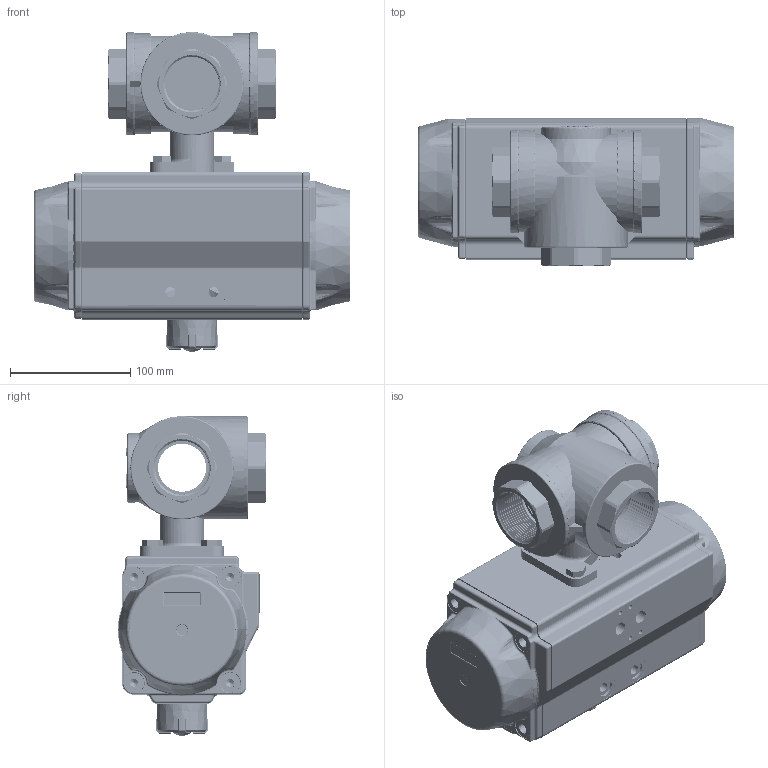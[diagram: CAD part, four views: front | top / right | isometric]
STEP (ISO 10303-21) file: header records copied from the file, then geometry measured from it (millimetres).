
FILE_DESCRIPTION(/* description */ ('Unknown'),/* implementation_level */ '2;1');
FILE_NAME(/* name */ 'PE05 0837_0838-08',/* time_stamp */ '2025-03-25T11:00:54+01:00',/* author */ ('Unknown'),/* organization */ ('Unknown'),/* preprocessor_version */ 'ST-DEVELOPER v19.4',/* originating_system */ 'Solid Edge',/* authorisation */ 'Unknown');
FILE_SCHEMA (('AUTOMOTIVE_DESIGN {1 0 10303 214 3 1 1}'));
Products named in the file (16): PE05 0837_0838-08; 2.330_335.040; 351-08-002; 351-08-005; 351-08-001; PD06_PE05; VTE95____; ____; zhou95; vt95_________________MIR; vt95-2016-06-25; Optische Anzeige; ______; ________(___________; cup head nib bolts with large head gb_GB_FASTENER_BOLT_CHNBW M6X25-N; M8x20
Assembly tree (23 placements, depth 4):
  PE05 0837_0838-08
    2.330_335.040
      351-08-002  x3
      351-08-005
      351-08-001
    PD06_PE05
      VTE95____
      ____  x2
      zhou95
      vt95_________________MIR
      vt95-2016-06-25
      Optische Anzeige
        ______
        ________(___________  x4
        cup head nib bolts with large head gb_GB_FASTENER_BOLT_CHNBW M6X25-N
    M8x20  x3
Bounding box: 264 x 123.4 x 266.31 mm (x, y, z)
Volume: 2116422.7 mm3; surface area: 568135.8 mm2
Topology: 20 solids, 20 shells, 3884 faces, 10065 edges, 6355 vertices
Faces by surface type: plane 1458, cylinder 921, bspline 702, torus 484, cone 273, sphere 46
Full cylindrical faces by diameter (mm): 3 x16, 3.3 x8, 4.134 x8, 4.66 x1, 4.917 x5, 5.5 x1, 6 x1, 6.2 x1, 6.647 x12, 7 x19, 8 x3, 8.376 x2, 8.5 x1, 9 x3, 11.445 x2, 12 x2, 15 x2, 16.2 x1, 16.4 x3, 17 x4, 18.7 x1, 20 x5, 21 x4, 22 x2, 24 x1, 24.5 x14, 25 x1, 27 x1, 30.4 x1, 31.5 x1
Entity records: 133685 total; most frequent: CARTESIAN_POINT 66199, ORIENTED_EDGE 14906, DIRECTION 12300, EDGE_CURVE 7453, VERTEX_POINT 4934, AXIS2_PLACEMENT_3D 4618, FACE_BOUND 3451, EDGE_LOOP 3442
